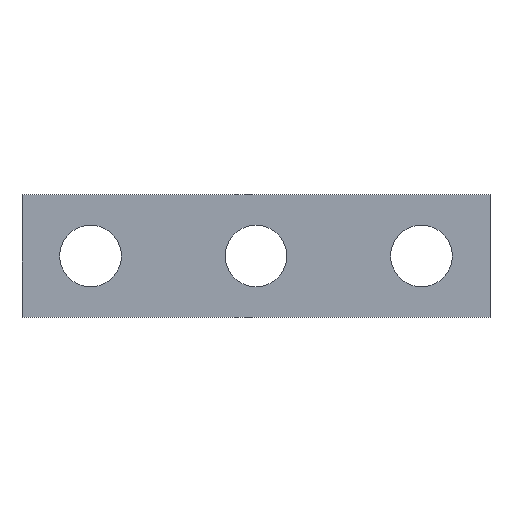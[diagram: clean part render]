
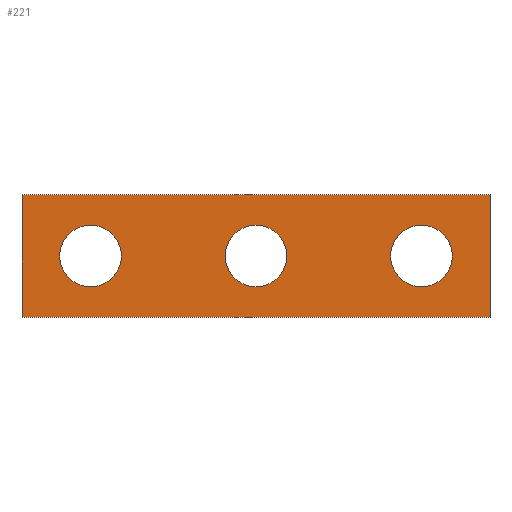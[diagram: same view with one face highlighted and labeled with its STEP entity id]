
A CAD part, top view. The second image highlights one B-rep face of the part: STEP entity #221.
In plain terms, the highlighted planar face has unit normal (0, 0, 1).
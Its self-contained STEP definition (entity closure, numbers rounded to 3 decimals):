
#159=AXIS2_PLACEMENT_3D('Plane Axis2P3D',#156,#157,#158) ;
#169=AXIS2_PLACEMENT_3D('Circle Axis2P3D',#167,#168,$) ;
#178=AXIS2_PLACEMENT_3D('Circle Axis2P3D',#176,#177,$) ;
#187=AXIS2_PLACEMENT_3D('Circle Axis2P3D',#185,#186,$) ;
#196=AXIS2_PLACEMENT_3D('Circle Axis2P3D',#194,#195,$) ;
#205=AXIS2_PLACEMENT_3D('Circle Axis2P3D',#203,#204,$) ;
#214=AXIS2_PLACEMENT_3D('Circle Axis2P3D',#212,#213,$) ;
#37=CARTESIAN_POINT('Line Origine',(0.,12.5,4.)) ;
#41=CARTESIAN_POINT('Vertex',(0.,0.,4.)) ;
#43=CARTESIAN_POINT('Vertex',(0.,25.,4.)) ;
#77=CARTESIAN_POINT('Line Origine',(47.8,25.,4.)) ;
#81=CARTESIAN_POINT('Vertex',(95.6,25.,4.)) ;
#108=CARTESIAN_POINT('Line Origine',(95.6,12.5,4.)) ;
#112=CARTESIAN_POINT('Vertex',(95.6,0.,4.)) ;
#139=CARTESIAN_POINT('Line Origine',(47.8,0.,4.)) ;
#156=CARTESIAN_POINT('Axis2P3D Location',(47.8,12.5,4.)) ;
#167=CARTESIAN_POINT('Axis2P3D Location',(47.8,12.5,4.)) ;
#171=CARTESIAN_POINT('Vertex',(47.8,6.2,4.)) ;
#173=CARTESIAN_POINT('Vertex',(47.8,18.8,4.)) ;
#176=CARTESIAN_POINT('Axis2P3D Location',(47.8,12.5,4.)) ;
#185=CARTESIAN_POINT('Axis2P3D Location',(14.,12.5,4.)) ;
#189=CARTESIAN_POINT('Vertex',(14.,6.2,4.)) ;
#191=CARTESIAN_POINT('Vertex',(14.,18.8,4.)) ;
#194=CARTESIAN_POINT('Axis2P3D Location',(14.,12.5,4.)) ;
#203=CARTESIAN_POINT('Axis2P3D Location',(81.6,12.5,4.)) ;
#207=CARTESIAN_POINT('Vertex',(81.6,6.2,4.)) ;
#209=CARTESIAN_POINT('Vertex',(81.6,18.8,4.)) ;
#212=CARTESIAN_POINT('Axis2P3D Location',(81.6,12.5,4.)) ;
#38=DIRECTION('Vector Direction',(0.,1.,0.)) ;
#78=DIRECTION('Vector Direction',(1.,0.,0.)) ;
#109=DIRECTION('Vector Direction',(0.,-1.,0.)) ;
#140=DIRECTION('Vector Direction',(-1.,0.,0.)) ;
#157=DIRECTION('Axis2P3D Direction',(-0.,0.,-1.)) ;
#158=DIRECTION('Axis2P3D XDirection',(-1.,0.,0.)) ;
#168=DIRECTION('Axis2P3D Direction',(-0.,0.,-1.)) ;
#177=DIRECTION('Axis2P3D Direction',(-0.,0.,-1.)) ;
#186=DIRECTION('Axis2P3D Direction',(-0.,0.,-1.)) ;
#195=DIRECTION('Axis2P3D Direction',(-0.,0.,-1.)) ;
#204=DIRECTION('Axis2P3D Direction',(-0.,0.,-1.)) ;
#213=DIRECTION('Axis2P3D Direction',(-0.,0.,-1.)) ;
#39=VECTOR('Line Direction',#38,1.) ;
#79=VECTOR('Line Direction',#78,1.) ;
#110=VECTOR('Line Direction',#109,1.) ;
#141=VECTOR('Line Direction',#140,1.) ;
#162=ORIENTED_EDGE('',*,*,#143,.F.) ;
#163=ORIENTED_EDGE('',*,*,#114,.F.) ;
#164=ORIENTED_EDGE('',*,*,#83,.F.) ;
#165=ORIENTED_EDGE('',*,*,#45,.F.) ;
#182=ORIENTED_EDGE('',*,*,#175,.T.) ;
#183=ORIENTED_EDGE('',*,*,#180,.T.) ;
#200=ORIENTED_EDGE('',*,*,#193,.T.) ;
#201=ORIENTED_EDGE('',*,*,#198,.T.) ;
#218=ORIENTED_EDGE('',*,*,#211,.T.) ;
#219=ORIENTED_EDGE('',*,*,#216,.T.) ;
#184=FACE_BOUND('',#181,.T.) ;
#202=FACE_BOUND('',#199,.T.) ;
#220=FACE_BOUND('',#217,.T.) ;
#221=ADVANCED_FACE('Hauptk\X2\00F6\X0\rper',(#166,#184,#202,#220),#160,.F.) ;
#170=CIRCLE('generated circle',#169,6.3) ;
#179=CIRCLE('generated circle',#178,6.3) ;
#188=CIRCLE('generated circle',#187,6.3) ;
#197=CIRCLE('generated circle',#196,6.3) ;
#206=CIRCLE('generated circle',#205,6.3) ;
#215=CIRCLE('generated circle',#214,6.3) ;
#45=EDGE_CURVE('',#42,#44,#40,.T.) ;
#83=EDGE_CURVE('',#44,#82,#80,.T.) ;
#114=EDGE_CURVE('',#82,#113,#111,.T.) ;
#143=EDGE_CURVE('',#113,#42,#142,.T.) ;
#175=EDGE_CURVE('',#172,#174,#170,.T.) ;
#180=EDGE_CURVE('',#174,#172,#179,.T.) ;
#193=EDGE_CURVE('',#190,#192,#188,.T.) ;
#198=EDGE_CURVE('',#192,#190,#197,.T.) ;
#211=EDGE_CURVE('',#208,#210,#206,.T.) ;
#216=EDGE_CURVE('',#210,#208,#215,.T.) ;
#161=EDGE_LOOP('',(#162,#163,#164,#165)) ;
#181=EDGE_LOOP('',(#182,#183)) ;
#199=EDGE_LOOP('',(#200,#201)) ;
#217=EDGE_LOOP('',(#218,#219)) ;
#166=FACE_OUTER_BOUND('',#161,.T.) ;
#40=LINE('Line',#37,#39) ;
#80=LINE('Line',#77,#79) ;
#111=LINE('Line',#108,#110) ;
#142=LINE('Line',#139,#141) ;
#160=PLANE('',#159) ;
#42=VERTEX_POINT('',#41) ;
#44=VERTEX_POINT('',#43) ;
#82=VERTEX_POINT('',#81) ;
#113=VERTEX_POINT('',#112) ;
#172=VERTEX_POINT('',#171) ;
#174=VERTEX_POINT('',#173) ;
#190=VERTEX_POINT('',#189) ;
#192=VERTEX_POINT('',#191) ;
#208=VERTEX_POINT('',#207) ;
#210=VERTEX_POINT('',#209) ;
